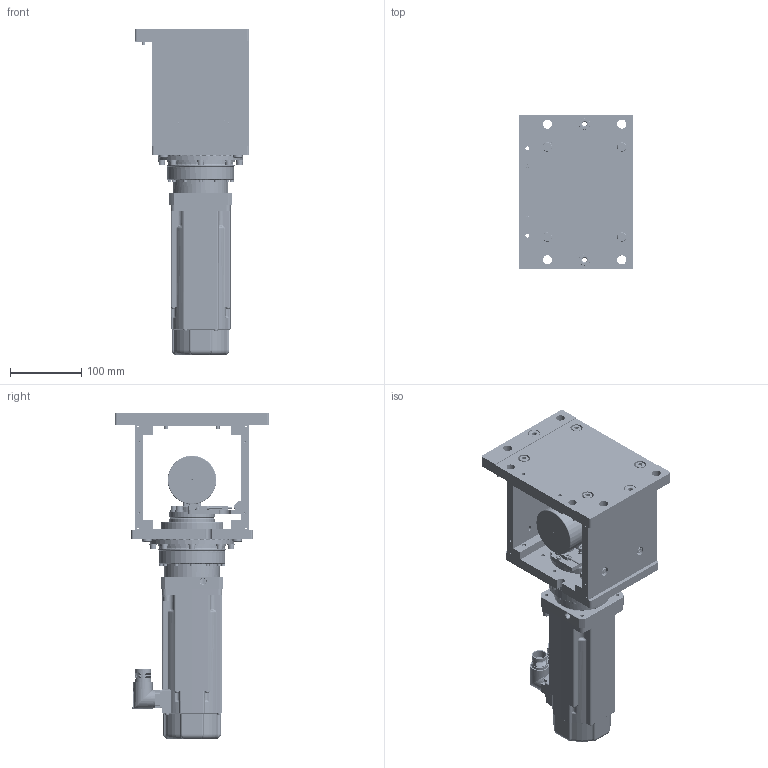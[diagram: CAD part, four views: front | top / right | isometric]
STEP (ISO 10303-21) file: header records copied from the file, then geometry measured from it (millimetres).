
FILE_DESCRIPTION (( 'STEP AP214' ), '1' );
FILE_NAME ('88202370-FS-78.STEP', '2017-03-29T12:29:41', ( '' ), ( '' ), 'SwSTEP 2.0', 'SolidWorks 2017', '' );
FILE_SCHEMA (( 'AUTOMOTIVE_DESIGN' ));
Length unit declared in the file: millimetre
Products named in the file (39): SHCS METRIC SST-1_SHCS, SS, M6 X 25; 88202370-FS-78; Reg Flat Washer_M6; Split Lock Washer_M3; Split Lock Washer_M6; Reg Flat Washer_M3; SHCS METRIC SST-1_SHCS, SS, M6 X 20; PAN HD PHIL METRIC SS_M3 X 6; 11207260  A; CarrLane-B1000-DEFAULT; 12202410  A; SHCS METRIC SST-1_SHCS, SS, M6 X 16; 17227080  C; ETLW SS M6 95060A360_95060A360; 17227090  B; SHCS METRIC SST-1_SHCS, SS, M5 X 16; Reg Flat Washer_M5; 17227190  B; Split Lock Washer_M5; Dowel Pin SST_M5 X 10; SHCS METRIC SST-1_SHCS, SS, M5 X 20; 17227181  A; ad0901-p0403300501; 17227170  A; P0403300501; Reg Flat Washer_M8; COVER_SET1-AD-3_ASM; Split Lock Washer_M8; 220110416; SHCS METRIC SST-1_SHCS, SS, M8 X 20; 233100001; 17227111  A_APEX; P1303300001; OMRON Proximity TL-W1R5-Clip; AD090-1; OMRON Proximity TL-W1R5MB1; Danaher-AKM43X-ACC2R-00_BrakeBrake [2]ConnectorsMotor Mounted Rotatable IP65 connectors [C]Feedback DeviceResolver [R]Motor Stack Length3MountInternational standard mount [A]SealWithout shaft seal [00]ShaftClosed keyway [C]; FLAT HD METRIC Steel_M3 x 6; 17227100  A
Assembly tree (144 placements, depth 4):
  88202370-FS-78
    Danaher-AKM43X-ACC2R-00_BrakeBrake [2]ConnectorsMotor Mounted Rotatable IP65 connectors [C]Feedback DeviceResolver [R]Motor Stack Length3MountInternational standard mount [A]SealWithout shaft seal [00]ShaftClosed keyway [C]
    ad0901-p0403300501
      AD090-1
      COVER_SET1-AD-3_ASM
        P1303300001
        233100001  x12
        220110416  x12
      P0403300501
    SHCS METRIC SST-1_SHCS, SS, M5 X 20  x8
    Split Lock Washer_M5  x10
    Reg Flat Washer_M5  x10
    17227090  B
    11207260  A
      17227080  C
      12202410  A
    SHCS METRIC SST-1_SHCS, SS, M6 X 20  x7
    Split Lock Washer_M6  x8
    Reg Flat Washer_M6  x10
    17227100  A  x3
    FLAT HD METRIC Steel_M3 x 6  x3
    OMRON Proximity TL-W1R5MB1  x4
    OMRON Proximity TL-W1R5-Clip  x4
    17227111  A_APEX
    SHCS METRIC SST-1_SHCS, SS, M8 X 20  x8
    Split Lock Washer_M8  x8
    Reg Flat Washer_M8  x8
    17227170  A  x2
    17227181  A
    Dowel Pin SST_M5 X 10  x2
    17227190  B
    SHCS METRIC SST-1_SHCS, SS, M5 X 16  x2
    ETLW SS M6 95060A360_95060A360  x2
    SHCS METRIC SST-1_SHCS, SS, M6 X 16  x2
    CarrLane-B1000-DEFAULT  x2
    PAN HD PHIL METRIC SS_M3 X 6
    Reg Flat Washer_M3
    Split Lock Washer_M3
    SHCS METRIC SST-1_SHCS, SS, M6 X 25
Bounding box: 160 x 216 x 456.8 mm (x, y, z)
Volume: 3138874.9 mm3; surface area: 572905.1 mm2
Topology: 138 solids, 172 shells, 4000 faces, 9246 edges, 5702 vertices
Faces by surface type: plane 1621, cylinder 1509, cone 526, bspline 216, torus 124, sphere 4
Entity records: 84594 total; most frequent: CARTESIAN_POINT 21554, DIRECTION 11156, ORIENTED_EDGE 10210, EDGE_CURVE 5165, AXIS2_PLACEMENT_3D 4379, VERTEX_POINT 3210, EDGE_LOOP 2575, LINE 2398
